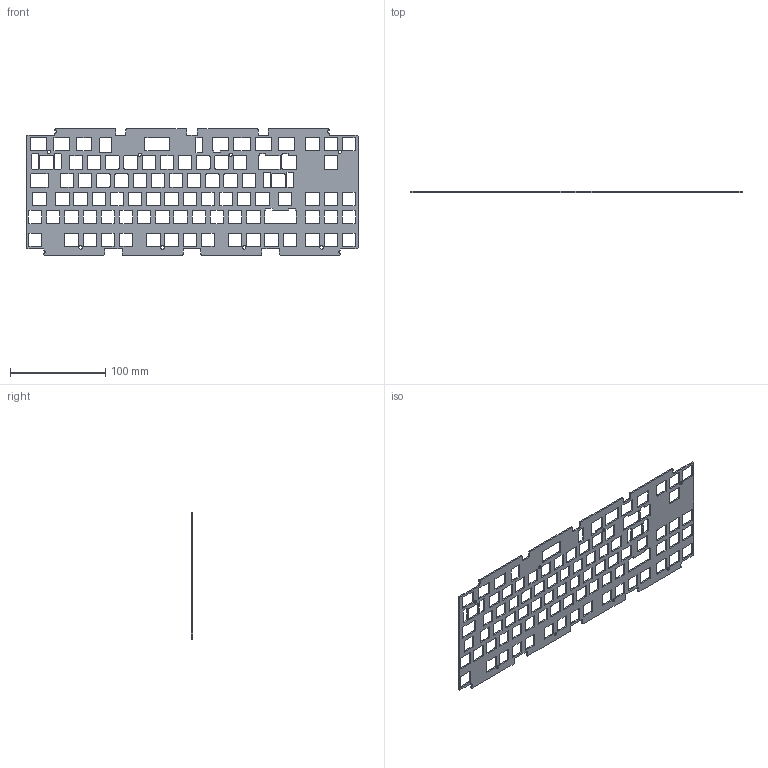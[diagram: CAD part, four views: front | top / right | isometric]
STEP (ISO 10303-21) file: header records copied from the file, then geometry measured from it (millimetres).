
FILE_DESCRIPTION(/* description */ (''),/* implementation_level */ '2;1');
FILE_NAME(/* name */ 'No2Rev2-Plate-Basic.step',/* time_stamp */ '2021-05-07T16:24:07-04:00',/* author */ (''),/* organization */ (''),/* preprocessor_version */ 'ST-DEVELOPER v18.1',/* originating_system */ 'Autodesk Translation Framework v10.6.0.1341',/* authorisation */ '');
FILE_SCHEMA (('AUTOMOTIVE_DESIGN { 1 0 10303 214 3 1 1 }'));
Length unit declared in the file: millimetre
Products named in the file (1): Plate
Bounding box: 347.71 x 1.5 x 132.16 mm (x, y, z)
Volume: 38550.9 mm3; surface area: 60999.3 mm2
Topology: 1 solids, 1 shells, 865 faces, 2589 edges, 1726 vertices
Faces by surface type: plane 442, cylinder 423
Full cylindrical faces by diameter (mm): 3.5 x8
Entity records: 29786 total; most frequent: CARTESIAN_POINT 5181, ORIENTED_EDGE 5178, DIRECTION 5167, EDGE_CURVE 2589, LINE 1743, VECTOR 1743, VERTEX_POINT 1726, AXIS2_PLACEMENT_3D 1712
